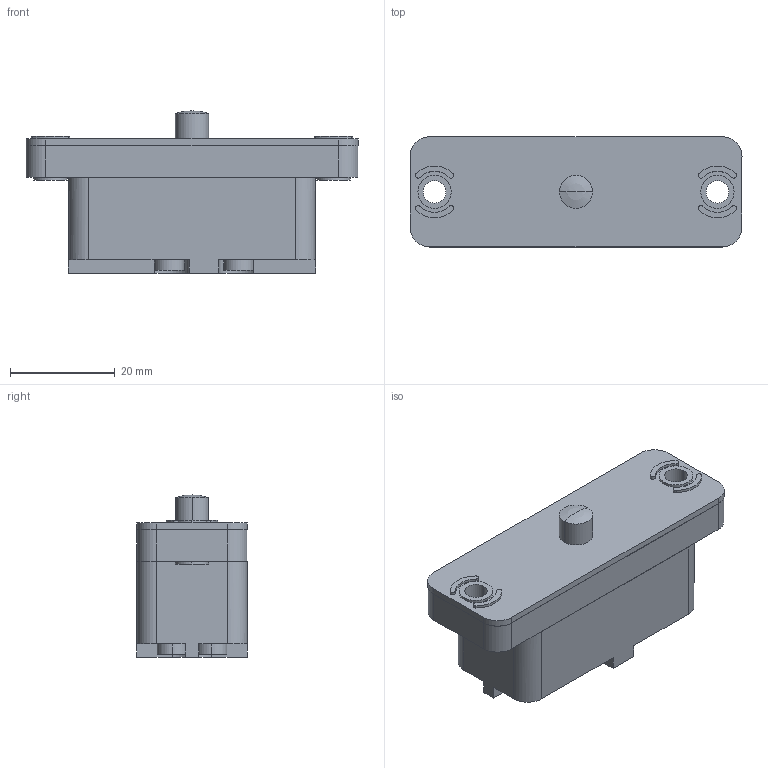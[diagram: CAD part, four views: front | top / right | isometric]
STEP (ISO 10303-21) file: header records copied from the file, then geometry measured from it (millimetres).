
FILE_DESCRIPTION(('STEP AP242'),'1');
FILE_NAME('9007ao1.stp','2021-09-28T12:21:41',('TraceParts'),('TraceParts S.A.'),'Spatial InterOp 3D',' ',' ');
FILE_SCHEMA(('AP242_MANAGED_MODEL_BASED_3D_ENGINEERING_MIM_LF {1 0 10303 442 1 1 4}'));
Length unit declared in the file: millimetre
Products named in the file (1): 9007ao1
Bounding box: 63.5 x 21.08 x 31.03 mm (x, y, z)
Volume: 25972.5 mm3; surface area: 6738.5 mm2
Topology: 1 solids, 1 shells, 96 faces, 240 edges, 157 vertices
Faces by surface type: cylinder 54, plane 40, sphere 2
Entity records: 3694 total; most frequent: DIRECTION 544, CARTESIAN_POINT 492, ORIENTED_EDGE 476, EDGE_CURVE 238, AXIS2_PLACEMENT_3D 209, VERTEX_POINT 157, LINE 126, VECTOR 126
